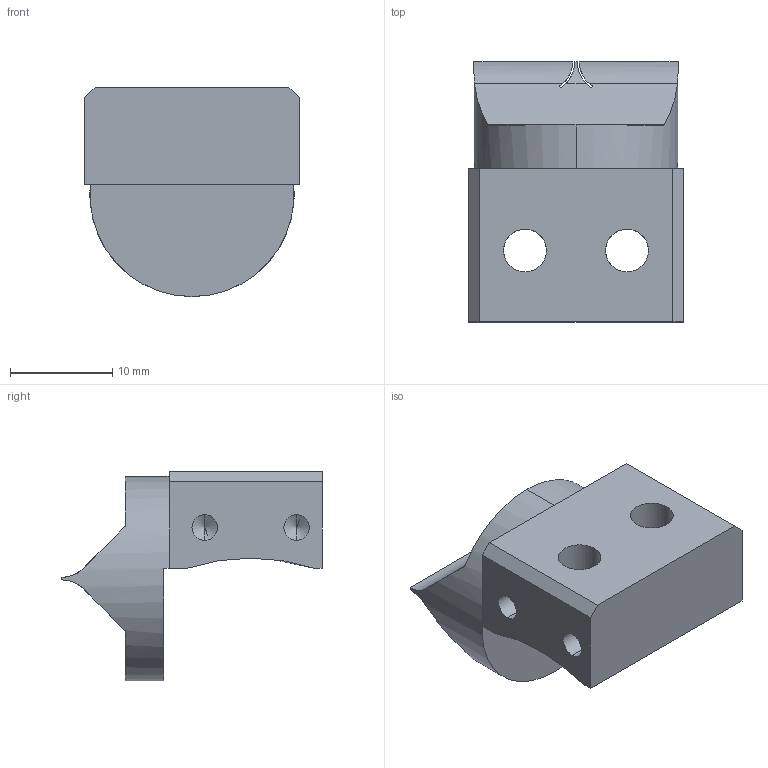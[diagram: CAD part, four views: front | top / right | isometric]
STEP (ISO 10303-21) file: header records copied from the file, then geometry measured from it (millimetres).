
FILE_DESCRIPTION (( 'STEP AP214' ), '1' );
FILE_NAME ('flexible_joint_apa.STEP', '2021-03-15T12:53:18', ( '' ), ( '' ), 'SwSTEP 2.0', 'SolidWorks 2020', '' );
FILE_SCHEMA (( 'AUTOMOTIVE_DESIGN' ));
Length unit declared in the file: millimetre
Products named in the file (1): flexible_joint_apa
Bounding box: 21 x 25.5 x 20.5 mm (x, y, z)
Volume: 4172.5 mm3; surface area: 2515.7 mm2
Topology: 1 solids, 1 shells, 61 faces, 169 edges, 106 vertices
Faces by surface type: cylinder 33, plane 20, cone 8
Entity records: 2255 total; most frequent: CARTESIAN_POINT 628, ORIENTED_EDGE 322, DIRECTION 285, EDGE_CURVE 161, VERTEX_POINT 106, AXIS2_PLACEMENT_3D 101, VECTOR 83, LINE 83
